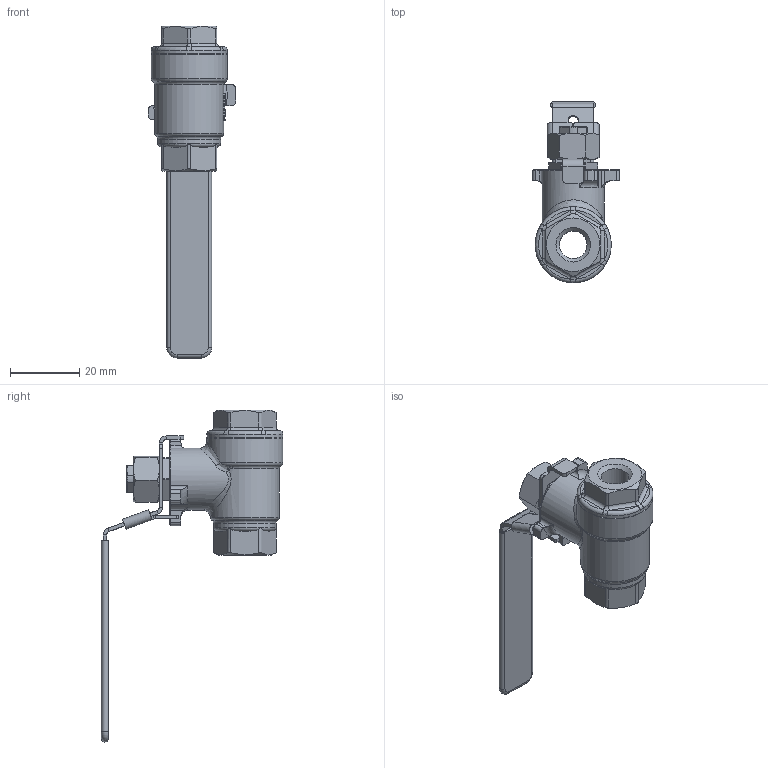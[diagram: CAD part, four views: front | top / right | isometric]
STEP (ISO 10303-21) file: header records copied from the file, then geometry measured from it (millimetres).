
FILE_DESCRIPTION(/* description */ (''),/* implementation_level */ '2;1');
FILE_NAME(/* name */ 'DN8_3D_STEP.stp',/* time_stamp */ '2025-08-07T23:47:31+03:00',/* author */ ('igorr'),/* organization */ (''),/* preprocessor_version */ 'ST-DEVELOPER v20',/* originating_system */ 'Autodesk Inventor 2025',/* authorisation */ '');
FILE_SCHEMA (('AUTOMOTIVE_DESIGN { 1 0 10303 214 3 1 1 }'));
Length unit declared in the file: millimetre
Products named in the file (5): Сборка; Деталь1; Деталь2; Деталь3; ANSI B18.2.4.2M - M8x1,25
Assembly tree (4 placements, depth 2):
  Сборка
    Деталь1
    Деталь2
    Деталь3
    ANSI B18.2.4.2M - M8x1,25
Bounding box: 25.21 x 52.6 x 96 mm (x, y, z)
Volume: 17635.9 mm3; surface area: 10405.6 mm2
Topology: 4 solids, 4 shells, 517 faces, 1332 edges, 845 vertices
Faces by surface type: plane 247, cylinder 112, bspline 88, torus 52, cone 18
Full cylindrical faces by diameter (mm): 3 x1, 4 x1, 5 x1, 6.647 x1, 8 x1, 10 x1, 18 x1, 18.166 x1, 20 x1, 22 x2
Entity records: 18468 total; most frequent: CARTESIAN_POINT 5732, ORIENTED_EDGE 2660, DIRECTION 2278, EDGE_CURVE 1330, VERTEX_POINT 845, AXIS2_PLACEMENT_3D 787, LINE 704, VECTOR 704
